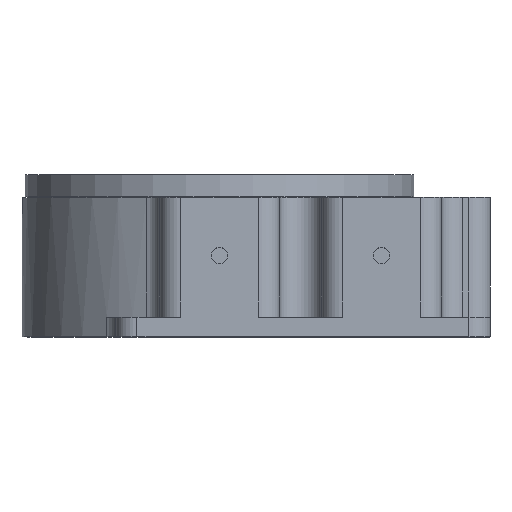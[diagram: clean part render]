
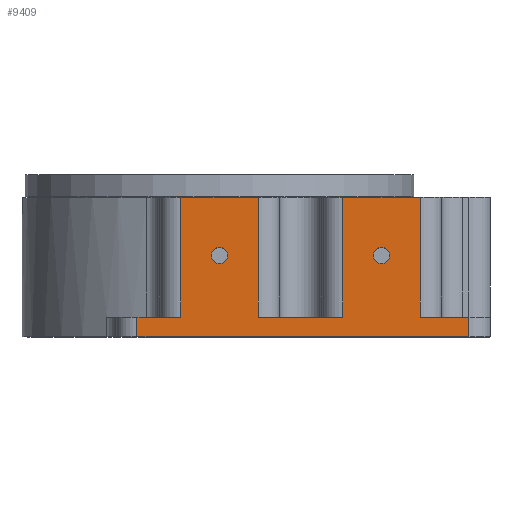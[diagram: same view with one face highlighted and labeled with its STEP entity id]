
A CAD part, top view. The second image highlights one B-rep face of the part: STEP entity #9409.
In plain terms, the highlighted face is planar.
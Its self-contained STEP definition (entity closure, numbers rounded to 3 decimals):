
#85 = CARTESIAN_POINT ( 'NONE',  ( 69., 43., -77. ) ) ;
#89 = CARTESIAN_POINT ( 'NONE',  ( 69., 43., -62. ) ) ;
#107 = AXIS2_PLACEMENT_3D ( 'NONE', #4332, #19818, #19717 ) ;
#170 = ORIENTED_EDGE ( 'NONE', *, *, #17212, .F. ) ;
#398 = LINE ( 'NONE', #3806, #3298 ) ;
#441 = EDGE_CURVE ( 'NONE', #16640, #20361, #9973, .T. ) ;
#602 = DIRECTION ( 'NONE',  ( 0., 0., 1. ) ) ;
#722 = LINE ( 'NONE', #16616, #12612 ) ;
#820 = VECTOR ( 'NONE', #19115, 1000. ) ;
#1091 = CARTESIAN_POINT ( 'NONE',  ( 69., 6., 34.793 ) ) ;
#1097 = VECTOR ( 'NONE', #11780, 1000. ) ;
#1234 = VERTEX_POINT ( 'NONE', #14463 ) ;
#1311 = DIRECTION ( 'NONE',  ( 1., 0., 0. ) ) ;
#1610 = CARTESIAN_POINT ( 'NONE',  ( 69., 6., -12. ) ) ;
#1641 = EDGE_CURVE ( 'NONE', #3773, #12627, #2439, .T. ) ;
#1780 = ORIENTED_EDGE ( 'NONE', *, *, #13614, .F. ) ;
#1951 = DIRECTION ( 'NONE',  ( 1., 0., 0. ) ) ;
#2137 = DIRECTION ( 'NONE',  ( 0., 1., 0. ) ) ;
#2220 = CARTESIAN_POINT ( 'NONE',  ( 69., 25., -52.5 ) ) ;
#2363 = FACE_OUTER_BOUND ( 'NONE', #9944, .T. ) ;
#2439 = CIRCLE ( 'NONE', #18596, 2.5 ) ;
#2499 = CARTESIAN_POINT ( 'NONE',  ( 69., 0., 25.5 ) ) ;
#2500 = EDGE_CURVE ( 'NONE', #8850, #5471, #15897, .T. ) ;
#2663 = VERTEX_POINT ( 'NONE', #2882 ) ;
#2746 = DIRECTION ( 'NONE',  ( 0., 0., 1. ) ) ;
#2882 = CARTESIAN_POINT ( 'NONE',  ( 69., 25., -2.5 ) ) ;
#2933 = CARTESIAN_POINT ( 'NONE',  ( 69., 6., -77. ) ) ;
#3034 = VECTOR ( 'NONE', #15919, 1000. ) ;
#3066 = EDGE_CURVE ( 'NONE', #14612, #2663, #3818, .T. ) ;
#3298 = VECTOR ( 'NONE', #5057, 1000. ) ;
#3599 = FACE_BOUND ( 'NONE', #6813, .T. ) ;
#3773 = VERTEX_POINT ( 'NONE', #19724 ) ;
#3806 = CARTESIAN_POINT ( 'NONE',  ( 69., -29.605, -38. ) ) ;
#3818 = CIRCLE ( 'NONE', #8764, 2.5 ) ;
#4002 = ORIENTED_EDGE ( 'NONE', *, *, #3066, .F. ) ;
#4046 = CARTESIAN_POINT ( 'NONE',  ( 69., -29.605, -62. ) ) ;
#4230 = CARTESIAN_POINT ( 'NONE',  ( 69., 43., -12. ) ) ;
#4332 = CARTESIAN_POINT ( 'NONE',  ( 69., 25., 0. ) ) ;
#4487 = ORIENTED_EDGE ( 'NONE', *, *, #441, .T. ) ;
#4553 = ORIENTED_EDGE ( 'NONE', *, *, #1641, .F. ) ;
#5057 = DIRECTION ( 'NONE',  ( 0., 1., 0. ) ) ;
#5139 = DIRECTION ( 'NONE',  ( 0., 0., -1. ) ) ;
#5195 = LINE ( 'NONE', #9627, #3034 ) ;
#5287 = VERTEX_POINT ( 'NONE', #2499 ) ;
#5375 = VECTOR ( 'NONE', #2137, 1000. ) ;
#5465 = CARTESIAN_POINT ( 'NONE',  ( 69., 6., -62. ) ) ;
#5471 = VERTEX_POINT ( 'NONE', #17328 ) ;
#5540 = CARTESIAN_POINT ( 'NONE',  ( 69., 0., -77. ) ) ;
#5960 = DIRECTION ( 'NONE',  ( 0., 0., 1. ) ) ;
#6243 = VERTEX_POINT ( 'NONE', #2933 ) ;
#6402 = DIRECTION ( 'NONE',  ( 0., -1., 0. ) ) ;
#6576 = EDGE_CURVE ( 'NONE', #9142, #18859, #16724, .T. ) ;
#6581 = CARTESIAN_POINT ( 'NONE',  ( 69., -29.605, -12. ) ) ;
#6733 = ORIENTED_EDGE ( 'NONE', *, *, #19083, .T. ) ;
#6798 = DIRECTION ( 'NONE',  ( -1., 0., 0. ) ) ;
#6813 = EDGE_LOOP ( 'NONE', ( #13146, #4002 ) ) ;
#7536 = LINE ( 'NONE', #20131, #9680 ) ;
#7594 = ORIENTED_EDGE ( 'NONE', *, *, #2500, .F. ) ;
#7752 = CARTESIAN_POINT ( 'NONE',  ( 69., 6., -62. ) ) ;
#8061 = CARTESIAN_POINT ( 'NONE',  ( 69., -29.605, 12.002 ) ) ;
#8132 = EDGE_CURVE ( 'NONE', #2663, #14612, #15604, .T. ) ;
#8326 = EDGE_CURVE ( 'NONE', #9848, #18859, #7536, .T. ) ;
#8360 = LINE ( 'NONE', #5465, #14367 ) ;
#8549 = DIRECTION ( 'NONE',  ( 0., 0., 1. ) ) ;
#8764 = AXIS2_PLACEMENT_3D ( 'NONE', #12143, #1311, #13494 ) ;
#8850 = VERTEX_POINT ( 'NONE', #13659 ) ;
#8917 = ORIENTED_EDGE ( 'NONE', *, *, #16999, .T. ) ;
#8974 = EDGE_CURVE ( 'NONE', #5471, #20361, #722, .T. ) ;
#9142 = VERTEX_POINT ( 'NONE', #7752 ) ;
#9409 = ADVANCED_FACE ( 'NONE', ( #3599, #18144, #2363 ), #11638, .F. ) ;
#9485 = VECTOR ( 'NONE', #6402, 1000. ) ;
#9627 = CARTESIAN_POINT ( 'NONE',  ( 69., 43., 25.5 ) ) ;
#9680 = VECTOR ( 'NONE', #12266, 1000. ) ;
#9848 = VERTEX_POINT ( 'NONE', #13453 ) ;
#9870 = CARTESIAN_POINT ( 'NONE',  ( 69., 25., -50. ) ) ;
#9944 = EDGE_LOOP ( 'NONE', ( #11322, #170, #12632, #4487, #18682, #7594, #6733, #16665, #8917, #1780, #11078, #17302 ) ) ;
#9973 = LINE ( 'NONE', #6581, #5375 ) ;
#10010 = CARTESIAN_POINT ( 'NONE',  ( 69., 6., -12. ) ) ;
#10153 = LINE ( 'NONE', #11907, #16469 ) ;
#10669 = EDGE_CURVE ( 'NONE', #6243, #9142, #8360, .T. ) ;
#10894 = LINE ( 'NONE', #1610, #14888 ) ;
#11078 = ORIENTED_EDGE ( 'NONE', *, *, #10669, .T. ) ;
#11303 = DIRECTION ( 'NONE',  ( 1., 0., 0. ) ) ;
#11322 = ORIENTED_EDGE ( 'NONE', *, *, #8326, .F. ) ;
#11362 = AXIS2_PLACEMENT_3D ( 'NONE', #19594, #6798, #8549 ) ;
#11638 = PLANE ( 'NONE',  #11362 ) ;
#11780 = DIRECTION ( 'NONE',  ( 0., 1., 0. ) ) ;
#11810 = CARTESIAN_POINT ( 'NONE',  ( 69., 25., 2.5 ) ) ;
#11907 = CARTESIAN_POINT ( 'NONE',  ( 69., 0., -77. ) ) ;
#12115 = EDGE_CURVE ( 'NONE', #12627, #3773, #17392, .T. ) ;
#12143 = CARTESIAN_POINT ( 'NONE',  ( 69., 25., 0. ) ) ;
#12266 = DIRECTION ( 'NONE',  ( 0., 0., -1. ) ) ;
#12612 = VECTOR ( 'NONE', #13122, 1000. ) ;
#12627 = VERTEX_POINT ( 'NONE', #2220 ) ;
#12632 = ORIENTED_EDGE ( 'NONE', *, *, #19139, .T. ) ;
#13122 = DIRECTION ( 'NONE',  ( 0., 0., -1. ) ) ;
#13146 = ORIENTED_EDGE ( 'NONE', *, *, #8132, .F. ) ;
#13453 = CARTESIAN_POINT ( 'NONE',  ( 69., 43., -38. ) ) ;
#13494 = DIRECTION ( 'NONE',  ( 0., 0., -1. ) ) ;
#13614 = EDGE_CURVE ( 'NONE', #6243, #17692, #17131, .T. ) ;
#13659 = CARTESIAN_POINT ( 'NONE',  ( 69., 6., 12.002 ) ) ;
#14367 = VECTOR ( 'NONE', #602, 1000. ) ;
#14463 = CARTESIAN_POINT ( 'NONE',  ( 69., 6., -38. ) ) ;
#14560 = VECTOR ( 'NONE', #2746, 1000. ) ;
#14612 = VERTEX_POINT ( 'NONE', #11810 ) ;
#14810 = CARTESIAN_POINT ( 'NONE',  ( 69., 6., 25.5 ) ) ;
#14888 = VECTOR ( 'NONE', #5960, 1000. ) ;
#15105 = DIRECTION ( 'NONE',  ( 0., 0., -1. ) ) ;
#15604 = CIRCLE ( 'NONE', #107, 2.5 ) ;
#15846 = DIRECTION ( 'NONE',  ( 0., 0., -1. ) ) ;
#15864 = EDGE_LOOP ( 'NONE', ( #19144, #4553 ) ) ;
#15897 = LINE ( 'NONE', #8061, #820 ) ;
#15919 = DIRECTION ( 'NONE',  ( 0., -1., 0. ) ) ;
#16079 = AXIS2_PLACEMENT_3D ( 'NONE', #17310, #1951, #5139 ) ;
#16199 = LINE ( 'NONE', #1091, #14560 ) ;
#16469 = VECTOR ( 'NONE', #15105, 1000. ) ;
#16616 = CARTESIAN_POINT ( 'NONE',  ( 69., 43., -77. ) ) ;
#16640 = VERTEX_POINT ( 'NONE', #10010 ) ;
#16665 = ORIENTED_EDGE ( 'NONE', *, *, #19788, .T. ) ;
#16724 = LINE ( 'NONE', #4046, #1097 ) ;
#16999 = EDGE_CURVE ( 'NONE', #5287, #17692, #10153, .T. ) ;
#17131 = LINE ( 'NONE', #85, #9485 ) ;
#17212 = EDGE_CURVE ( 'NONE', #1234, #9848, #398, .T. ) ;
#17302 = ORIENTED_EDGE ( 'NONE', *, *, #6576, .T. ) ;
#17310 = CARTESIAN_POINT ( 'NONE',  ( 69., 25., -50. ) ) ;
#17328 = CARTESIAN_POINT ( 'NONE',  ( 69., 43., 12.002 ) ) ;
#17392 = CIRCLE ( 'NONE', #16079, 2.5 ) ;
#17692 = VERTEX_POINT ( 'NONE', #5540 ) ;
#18144 = FACE_BOUND ( 'NONE', #15864, .T. ) ;
#18596 = AXIS2_PLACEMENT_3D ( 'NONE', #9870, #11303, #15846 ) ;
#18682 = ORIENTED_EDGE ( 'NONE', *, *, #8974, .F. ) ;
#18859 = VERTEX_POINT ( 'NONE', #89 ) ;
#19083 = EDGE_CURVE ( 'NONE', #8850, #19407, #16199, .T. ) ;
#19115 = DIRECTION ( 'NONE',  ( 0., 1., 0. ) ) ;
#19139 = EDGE_CURVE ( 'NONE', #1234, #16640, #10894, .T. ) ;
#19144 = ORIENTED_EDGE ( 'NONE', *, *, #12115, .F. ) ;
#19407 = VERTEX_POINT ( 'NONE', #14810 ) ;
#19594 = CARTESIAN_POINT ( 'NONE',  ( 69., 43., -77. ) ) ;
#19717 = DIRECTION ( 'NONE',  ( 0., 0., -1. ) ) ;
#19724 = CARTESIAN_POINT ( 'NONE',  ( 69., 25., -47.5 ) ) ;
#19788 = EDGE_CURVE ( 'NONE', #19407, #5287, #5195, .T. ) ;
#19818 = DIRECTION ( 'NONE',  ( 1., 0., 0. ) ) ;
#20131 = CARTESIAN_POINT ( 'NONE',  ( 69., 43., -77. ) ) ;
#20361 = VERTEX_POINT ( 'NONE', #4230 ) ;
